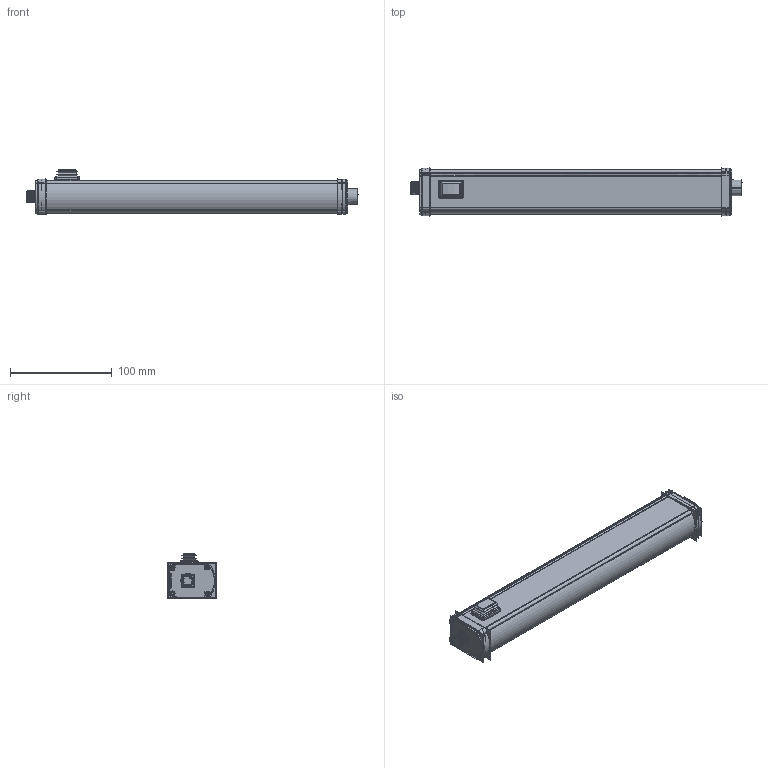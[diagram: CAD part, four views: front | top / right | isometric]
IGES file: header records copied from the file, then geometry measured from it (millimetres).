
Start section:  PTC IGES file: 243190_sm01.igs
Global section: file name: 243190_sm01.igs; native system: Creo Parametric by PTC Inc.; preprocessor: 2022414; author: banengservice; organization: Unknown; date: 20250228.101005; units: millimetre
Bounding box: 325.67 x 48.01 x 44.73 mm (x, y, z)
Volume: 406309.5 mm3; surface area: 264297.1 mm2
Topology: 1 solids, 2 shells, 2348 faces, 11990 edges, 15194 vertices
Faces by surface type: revolution 1318, bspline 1030
